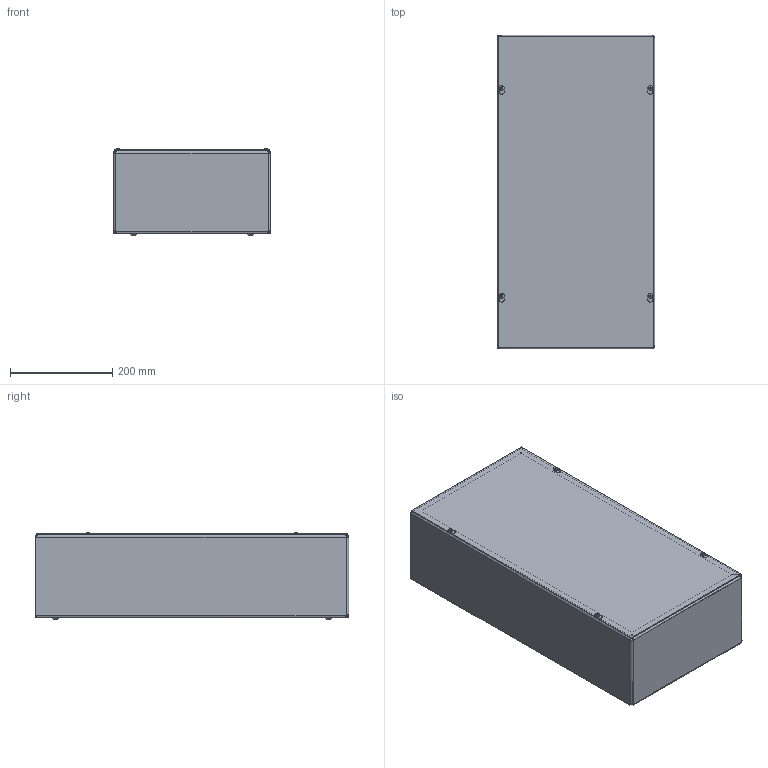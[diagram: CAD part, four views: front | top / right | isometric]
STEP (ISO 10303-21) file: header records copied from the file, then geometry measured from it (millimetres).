
FILE_DESCRIPTION(/* description */ ('BACKS - 12"X18"'),/* implementation_level */ '2;1');
FILE_NAME(/* name */ 'SC122406NK.stp',/* time_stamp */ '2014-12-08T16:55:02+05:00',/* author */ ('ps'),/* organization */ (''),/* preprocessor_version */ 'ST-DEVELOPER v15.2',/* originating_system */ 'Autodesk Inventor 2014',/* authorisation */ '');
FILE_SCHEMA (('AUTOMOTIVE_DESIGN { 1 0 10303 214 3 1 1 }'));
Length unit declared in the file: inch
Products named in the file (5): SC1224BKP; SC122406NKWRA; SC1224LID; 34056; SC122406NK
Bounding box: 307.98 x 612.77 x 169.98 mm (x, y, z)
Volume: 1142895 mm3; surface area: 1461952.6 mm2
Topology: 7 solids, 7 shells, 357 faces, 911 edges, 573 vertices
Faces by surface type: plane 132, cylinder 67, cone 48, bspline 46, torus 44, sphere 20
Full cylindrical faces by diameter (mm): 3.734 x4, 4.166 x4, 4.191 x1, 5.803 x1, 7.62 x4, 9.754 x4
Entity records: 9204 total; most frequent: CARTESIAN_POINT 2945, ORIENTED_EDGE 1204, DIRECTION 1099, EDGE_CURVE 602, VERTEX_POINT 402, AXIS2_PLACEMENT_3D 376, EDGE_LOOP 370, LINE 347
